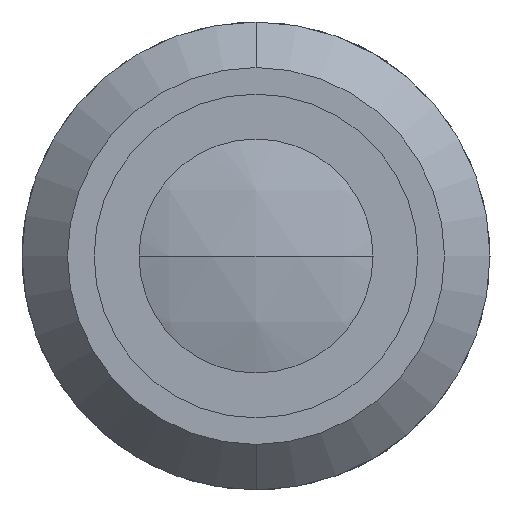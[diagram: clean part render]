
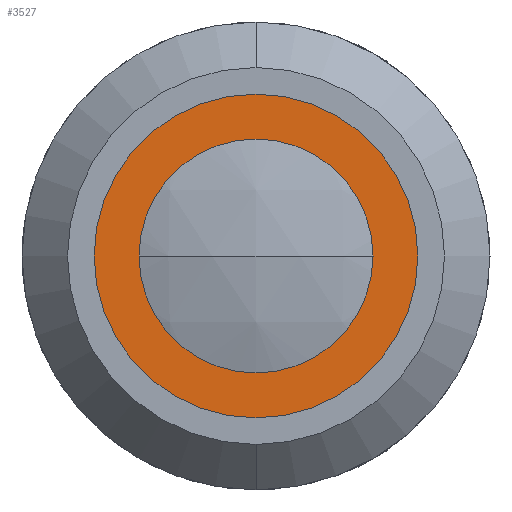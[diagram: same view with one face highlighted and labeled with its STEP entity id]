
A CAD part, left-side view. The second image highlights one B-rep face of the part: STEP entity #3527.
In plain terms, the highlighted planar face has unit normal (-1, 0, 0).
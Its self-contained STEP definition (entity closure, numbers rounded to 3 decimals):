
#7 = FACE_OUTER_BOUND ( 'NONE', #1141, .T. ) ;
#100 = CIRCLE ( 'NONE', #3037, 13.2 ) ;
#124 = CARTESIAN_POINT ( 'NONE',  ( 3.5, 0., 0. ) ) ;
#251 = AXIS2_PLACEMENT_3D ( 'NONE', #3807, #320, #2097 ) ;
#266 = DIRECTION ( 'NONE',  ( 0., 0., 1. ) ) ;
#320 = DIRECTION ( 'NONE',  ( -1., 0., 0. ) ) ;
#331 = VERTEX_POINT ( 'NONE', #1816 ) ;
#393 = CIRCLE ( 'NONE', #970, 9. ) ;
#470 = CIRCLE ( 'NONE', #251, 13.2 ) ;
#705 = CARTESIAN_POINT ( 'NONE',  ( 3.5, 0., 0. ) ) ;
#741 = VERTEX_POINT ( 'NONE', #3674 ) ;
#856 = EDGE_CURVE ( 'NONE', #4094, #2197, #470, .T. ) ;
#866 = DIRECTION ( 'NONE',  ( -1., 0., 0. ) ) ;
#970 = AXIS2_PLACEMENT_3D ( 'NONE', #705, #2389, #2413 ) ;
#1115 = EDGE_CURVE ( 'NONE', #331, #741, #3151, .T. ) ;
#1141 = EDGE_LOOP ( 'NONE', ( #3281, #2941 ) ) ;
#1224 = AXIS2_PLACEMENT_3D ( 'NONE', #1962, #2922, #266 ) ;
#1426 = CARTESIAN_POINT ( 'NONE',  ( 3.5, 13.2, 0. ) ) ;
#1802 = ORIENTED_EDGE ( 'NONE', *, *, #1115, .F. ) ;
#1816 = CARTESIAN_POINT ( 'NONE',  ( 3.5, 0., -9. ) ) ;
#1962 = CARTESIAN_POINT ( 'NONE',  ( 3.5, 0., 0. ) ) ;
#2029 = FACE_BOUND ( 'NONE', #4278, .T. ) ;
#2060 = ORIENTED_EDGE ( 'NONE', *, *, #3573, .F. ) ;
#2097 = DIRECTION ( 'NONE',  ( 0., 0., 1. ) ) ;
#2197 = VERTEX_POINT ( 'NONE', #4303 ) ;
#2217 = CARTESIAN_POINT ( 'NONE',  ( 3.5, 0., -13.2 ) ) ;
#2389 = DIRECTION ( 'NONE',  ( -1., 0., 0. ) ) ;
#2413 = DIRECTION ( 'NONE',  ( 0., 0., 1. ) ) ;
#2748 = DIRECTION ( 'NONE',  ( 0., 0., -1. ) ) ;
#2851 = DIRECTION ( 'NONE',  ( 0., 0., 1. ) ) ;
#2866 = EDGE_CURVE ( 'NONE', #2197, #4094, #100, .T. ) ;
#2922 = DIRECTION ( 'NONE',  ( -1., 0., 0. ) ) ;
#2941 = ORIENTED_EDGE ( 'NONE', *, *, #856, .T. ) ;
#3037 = AXIS2_PLACEMENT_3D ( 'NONE', #124, #866, #2851 ) ;
#3077 = PLANE ( 'NONE',  #3404 ) ;
#3151 = CIRCLE ( 'NONE', #1224, 9. ) ;
#3281 = ORIENTED_EDGE ( 'NONE', *, *, #2866, .T. ) ;
#3404 = AXIS2_PLACEMENT_3D ( 'NONE', #1426, #4443, #2748 ) ;
#3527 = ADVANCED_FACE ( 'NONE', ( #2029, #7 ), #3077, .F. ) ;
#3573 = EDGE_CURVE ( 'NONE', #741, #331, #393, .T. ) ;
#3674 = CARTESIAN_POINT ( 'NONE',  ( 3.5, 0., 9. ) ) ;
#3807 = CARTESIAN_POINT ( 'NONE',  ( 3.5, 0., 0. ) ) ;
#4094 = VERTEX_POINT ( 'NONE', #2217 ) ;
#4278 = EDGE_LOOP ( 'NONE', ( #2060, #1802 ) ) ;
#4303 = CARTESIAN_POINT ( 'NONE',  ( 3.5, 0., 13.2 ) ) ;
#4443 = DIRECTION ( 'NONE',  ( 1., 0., 0. ) ) ;
